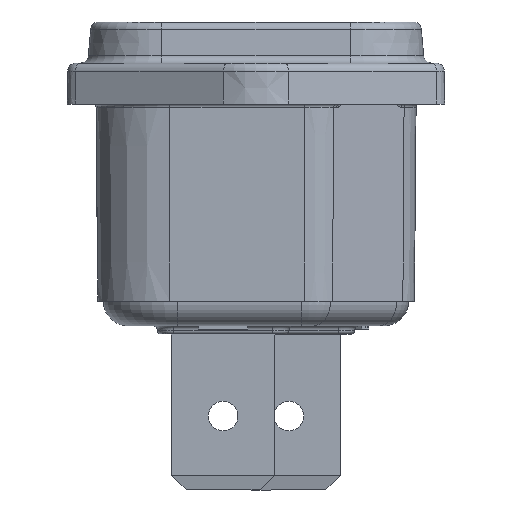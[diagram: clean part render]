
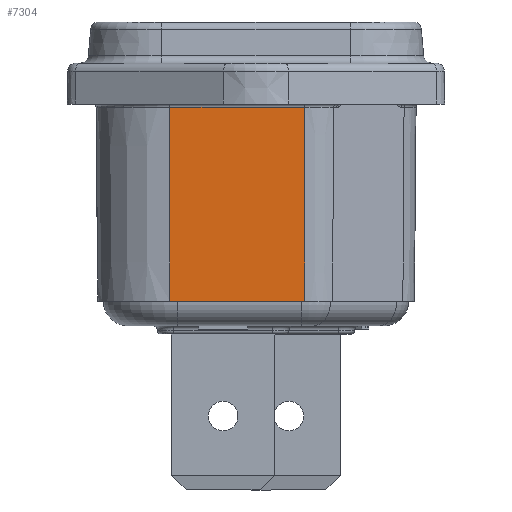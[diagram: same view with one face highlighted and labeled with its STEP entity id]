
A CAD part, left-side view. The second image highlights one B-rep face of the part: STEP entity #7304.
In plain terms, the highlighted planar face has unit normal (-1, 0, -0.009).
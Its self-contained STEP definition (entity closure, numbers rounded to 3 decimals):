
#6937 = VERTEX_POINT ( 'NONE', #11226 ) ;
#6945 = EDGE_CURVE ( 'NONE', #6946, #6937, #11214, .T. ) ;
#6946 = VERTEX_POINT ( 'NONE', #11210 ) ;
#7294 = VERTEX_POINT ( 'NONE', #13265 ) ;
#7304 = ADVANCED_FACE ( 'NONE', ( #13259 ), #13253, .T. ) ;
#7361 = EDGE_LOOP ( 'NONE', ( #7362, #7365, #7366, #7367 ) ) ;
#7362 = ORIENTED_EDGE ( 'NONE', *, *, #7363, .T. ) ;
#7363 = EDGE_CURVE ( 'NONE', #7364, #6946, #13363, .T. ) ;
#7364 = VERTEX_POINT ( 'NONE', #13359 ) ;
#7365 = ORIENTED_EDGE ( 'NONE', *, *, #6945, .T. ) ;
#7366 = ORIENTED_EDGE ( 'NONE', *, *, #7375, .F. ) ;
#7367 = ORIENTED_EDGE ( 'NONE', *, *, #7368, .F. ) ;
#7368 = EDGE_CURVE ( 'NONE', #7364, #7294, #13358, .T. ) ;
#7375 = EDGE_CURVE ( 'NONE', #7294, #6937, #13343, .T. ) ;
#11210 = CARTESIAN_POINT ( 'NONE',  ( -13.748, -2.964, -2.698 ) ) ;
#11211 = DIRECTION ( 'NONE',  ( 0., 1., 0. ) ) ;
#11212 = VECTOR ( 'NONE', #11211, 1000. ) ;
#11213 = CARTESIAN_POINT ( 'NONE',  ( -13.748, 5.25, -2.698 ) ) ;
#11214 = LINE ( 'NONE', #11213, #11212 ) ;
#11226 = CARTESIAN_POINT ( 'NONE',  ( -13.748, 5.25, -2.698 ) ) ;
#13249 = DIRECTION ( 'NONE',  ( -0.009, 0., 1. ) ) ;
#13250 = DIRECTION ( 'NONE',  ( -1., 0., -0.009 ) ) ;
#13251 = CARTESIAN_POINT ( 'NONE',  ( -13.75, 0., -2.5 ) ) ;
#13252 = AXIS2_PLACEMENT_3D ( 'NONE', #13251, #13250, #13249 ) ;
#13253 = PLANE ( 'NONE',  #13252 ) ;
#13259 = FACE_OUTER_BOUND ( 'NONE', #7361, .T. ) ;
#13265 = CARTESIAN_POINT ( 'NONE',  ( -13.645, 5.25, -14.5 ) ) ;
#13340 = DIRECTION ( 'NONE',  ( -0.009, 0., 1. ) ) ;
#13341 = VECTOR ( 'NONE', #13340, 1000. ) ;
#13342 = CARTESIAN_POINT ( 'NONE',  ( -13.75, 5.25, -2.5 ) ) ;
#13343 = LINE ( 'NONE', #13342, #13341 ) ;
#13355 = DIRECTION ( 'NONE',  ( 0., 1., 0. ) ) ;
#13356 = VECTOR ( 'NONE', #13355, 1000. ) ;
#13357 = CARTESIAN_POINT ( 'NONE',  ( -13.645, 5.25, -14.5 ) ) ;
#13358 = LINE ( 'NONE', #13357, #13356 ) ;
#13359 = CARTESIAN_POINT ( 'NONE',  ( -13.645, -2.964, -14.5 ) ) ;
#13360 = DIRECTION ( 'NONE',  ( -0.009, 0., 1. ) ) ;
#13361 = VECTOR ( 'NONE', #13360, 1000. ) ;
#13362 = CARTESIAN_POINT ( 'NONE',  ( -13.75, -2.964, -2.5 ) ) ;
#13363 = LINE ( 'NONE', #13362, #13361 ) ;
